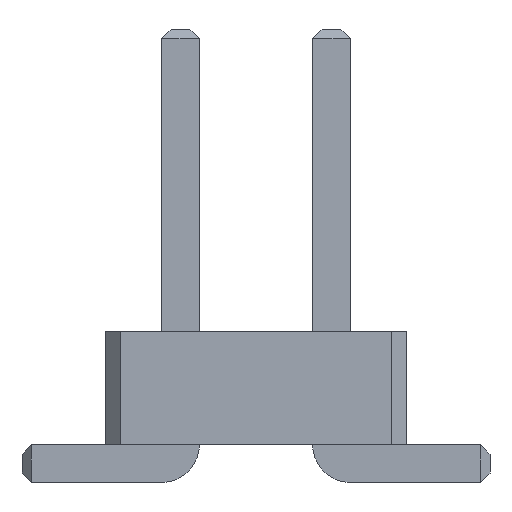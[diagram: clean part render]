
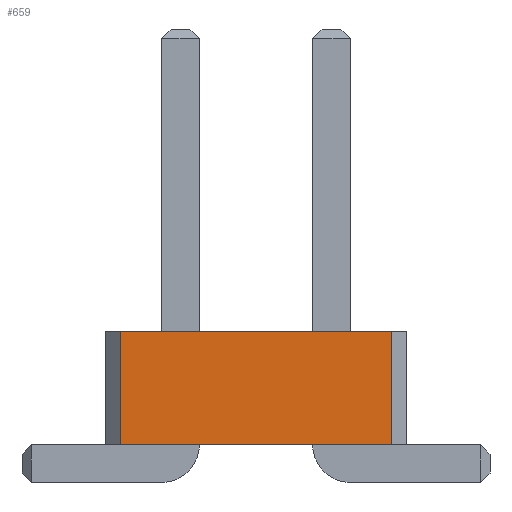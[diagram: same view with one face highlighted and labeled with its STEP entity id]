
A CAD part, front view. The second image highlights one B-rep face of the part: STEP entity #659.
In plain terms, the highlighted planar face has unit normal (0, -1, 0).
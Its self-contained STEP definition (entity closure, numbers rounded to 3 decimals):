
#13=DIRECTION('',(0.,0.,1.));
#27=VECTOR('',#13,1.);
#67=DIRECTION('',(1.,0.,0.));
#646=VERTEX_POINT('',#647);
#647=CARTESIAN_POINT('',(-1.8,-11.,2.));
#650=EDGE_CURVE('',#651,#646,#653,.T.);
#651=VERTEX_POINT('',#652);
#652=CARTESIAN_POINT('',(-1.8,-11.,0.5));
#653=LINE('',#652,#27);
#659=ADVANCED_FACE('',(#660),#677,.F.);
#660=FACE_BOUND('',#661,.F.);
#661=EDGE_LOOP('',(#662,#663,#669,#674));
#662=ORIENTED_EDGE('',*,*,#650,.T.);
#663=ORIENTED_EDGE('',*,*,#664,.T.);
#664=EDGE_CURVE('',#646,#665,#667,.T.);
#665=VERTEX_POINT('',#666);
#666=CARTESIAN_POINT('',(1.8,-11.,2.));
#667=LINE('',#647,#668);
#668=VECTOR('',#67,1.);
#669=ORIENTED_EDGE('',*,*,#670,.F.);
#670=EDGE_CURVE('',#671,#665,#673,.T.);
#671=VERTEX_POINT('',#672);
#672=CARTESIAN_POINT('',(1.8,-11.,0.5));
#673=LINE('',#672,#27);
#674=ORIENTED_EDGE('',*,*,#675,.F.);
#675=EDGE_CURVE('',#651,#671,#676,.T.);
#676=LINE('',#652,#668);
#677=PLANE('',#678);
#678=AXIS2_PLACEMENT_3D('',#652,#679,#67);
#679=DIRECTION('',(0.,1.,0.));
